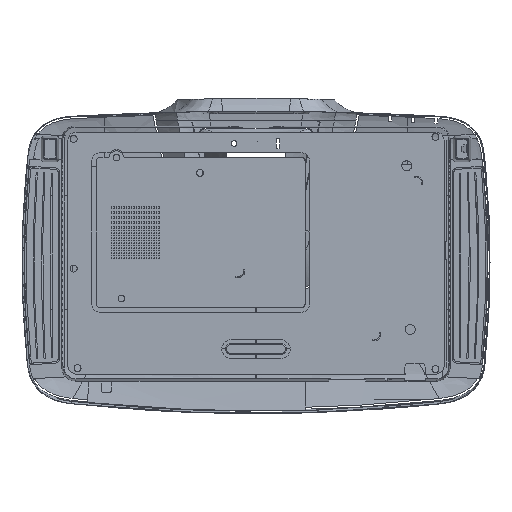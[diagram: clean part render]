
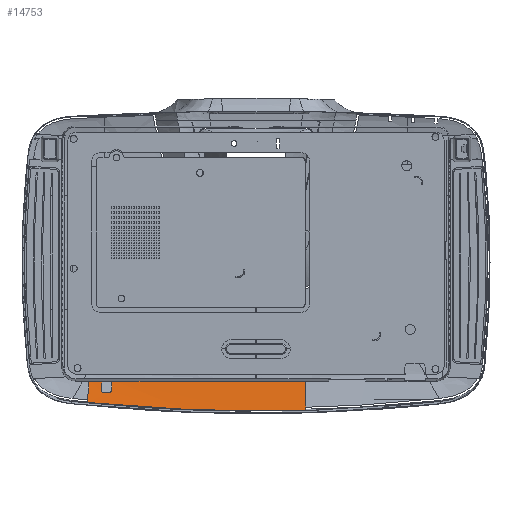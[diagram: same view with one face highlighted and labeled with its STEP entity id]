
A CAD part, front view. The second image highlights one B-rep face of the part: STEP entity #14753.
In plain terms, the highlighted free-form (B-spline) face has degree [3, 3] with [5, 4] control points.
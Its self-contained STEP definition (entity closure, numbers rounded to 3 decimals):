
#12071=CARTESIAN_POINT('',(-167.295,-12.427,-129.59));
#12916=CARTESIAN_POINT('',(50.,-17.53,
-159.949));
#12917=CARTESIAN_POINT('',(50.,-16.972,
-156.616));
#12918=CARTESIAN_POINT('',(50.,-15.852,
-149.923));
#12919=CARTESIAN_POINT('',(50.,-14.166,
-139.803));
#12920=CARTESIAN_POINT('',(50.,-13.03,
-133.003));
#12921=CARTESIAN_POINT('',(50.,-12.463,
-129.59));
#12923=CARTESIAN_POINT('',(50.,-12.459,-129.59));
#12924=CARTESIAN_POINT('',(28.252,-12.462,-129.59));
#12925=CARTESIAN_POINT('',(-15.166,-12.452,-129.59));
#12926=CARTESIAN_POINT('',(-80.052,-12.449,-129.59));
#12927=CARTESIAN_POINT('',(-123.151,-12.466,-129.59));
#12928=CARTESIAN_POINT('',(-144.66,-12.454,-129.59));
#12930=CARTESIAN_POINT('',(-144.66,-12.439,
-129.591));
#12931=CARTESIAN_POINT('',(-144.66,-12.672,
-130.73));
#12932=CARTESIAN_POINT('',(-144.66,-13.14,
-133.019));
#12933=CARTESIAN_POINT('',(-144.66,-13.847,
-136.488));
#12934=CARTESIAN_POINT('',(-144.66,-14.322,
-138.823));
#12935=CARTESIAN_POINT('',(-144.66,-14.56,
-139.996));
#12937=CARTESIAN_POINT('',(-144.66,-14.56,
-139.996));
#12938=CARTESIAN_POINT('',(-144.66,-14.619,
-140.282));
#12939=CARTESIAN_POINT('',(-144.776,-14.725,
-140.802));
#12940=CARTESIAN_POINT('',(-145.219,-14.861,
-141.455));
#12941=CARTESIAN_POINT('',(-145.873,-14.954,
-141.887));
#12942=CARTESIAN_POINT('',(-146.382,-14.981,
-141.996));
#12943=CARTESIAN_POINT('',(-146.66,-14.983,
-141.996));
#12945=CARTESIAN_POINT('',(-146.66,-14.983,
-141.996));
#12946=CARTESIAN_POINT('',(-147.483,-14.99,
-141.996));
#12947=CARTESIAN_POINT('',(-149.136,-15.005,
-142.002));
#12948=CARTESIAN_POINT('',(-151.635,-15.025,
-141.991));
#12949=CARTESIAN_POINT('',(-153.316,-15.041,
-141.997));
#12950=CARTESIAN_POINT('',(-154.16,-15.049,
-141.997));
#12952=CARTESIAN_POINT('',(-154.16,-15.049,
-141.997));
#12953=CARTESIAN_POINT('',(-154.254,-15.05,
-141.997));
#12954=CARTESIAN_POINT('',(-154.417,-15.041,
-141.951));
#12955=CARTESIAN_POINT('',(-154.61,-15.003,
-141.761));
#12956=CARTESIAN_POINT('',(-154.66,-14.969,
-141.594));
#12957=CARTESIAN_POINT('',(-154.66,-14.948,
-141.497));
#12959=CARTESIAN_POINT('',(-154.66,-14.948,
-141.497));
#12960=CARTESIAN_POINT('',(-154.66,-14.667,
-140.159));
#12961=CARTESIAN_POINT('',(-154.66,-14.104,
-137.493));
#12962=CARTESIAN_POINT('',(-154.66,-13.267,
-133.524));
#12963=CARTESIAN_POINT('',(-154.66,-12.707,
-130.898));
#12964=CARTESIAN_POINT('',(-154.66,-12.43,
-129.59));
#12966=CARTESIAN_POINT('',(-154.66,-12.427,-129.59));
#12967=CARTESIAN_POINT('',(-156.066,-12.426,-129.59));
#12968=CARTESIAN_POINT('',(-158.876,-12.428,-129.59));
#12969=CARTESIAN_POINT('',(-163.105,-12.426,-129.59));
#12970=CARTESIAN_POINT('',(-165.9,-12.428,-129.59));
#12971=CARTESIAN_POINT('',(-167.295,-12.427,-129.59));
#12973=CARTESIAN_POINT('',(-167.307,-12.427,
-129.6));
#12974=CARTESIAN_POINT('',(-167.987,-14.122,
-137.189));
#12975=CARTESIAN_POINT('',(-168.679,-15.817,
-144.787));
#12976=CARTESIAN_POINT('',(-169.359,-17.512,
-152.375));
#12978=CARTESIAN_POINT('',(-169.359,-17.512,
-152.375));
#12979=CARTESIAN_POINT('',(-145.003,-17.518,
-154.761));
#12980=CARTESIAN_POINT('',(-96.237,-17.528,
-158.515));
#12981=CARTESIAN_POINT('',(-23.047,-17.532,
-161.03));
#12982=CARTESIAN_POINT('',(25.676,-17.531,
-160.651));
#12983=CARTESIAN_POINT('',(50.,-17.53,
-159.949));
#13410=VERTEX_POINT('',#12923);
#13411=VERTEX_POINT('',#12928);
#13415=VERTEX_POINT('',#12071);
#13416=VERTEX_POINT('',#12966);
#13777=VERTEX_POINT('',#12916);
#13778=VERTEX_POINT('',#12935);
#13779=VERTEX_POINT('',#12943);
#13780=VERTEX_POINT('',#12950);
#13781=VERTEX_POINT('',#12957);
#13782=VERTEX_POINT('',#12976);
#14712=CARTESIAN_POINT('',(59.286,-12.325,
-128.753));
#14713=CARTESIAN_POINT('',(57.622,-14.095,
-139.314));
#14714=CARTESIAN_POINT('',(55.958,-15.864,
-149.874));
#14715=CARTESIAN_POINT('',(54.294,-17.634,
-160.435));
#14716=CARTESIAN_POINT('',(20.784,-12.325,
-128.681));
#14717=CARTESIAN_POINT('',(19.273,-14.095,
-139.668));
#14718=CARTESIAN_POINT('',(17.761,-15.864,
-150.655));
#14719=CARTESIAN_POINT('',(16.25,-17.634,
-161.642));
#14720=CARTESIAN_POINT('',(-56.221,-12.325,
-128.678));
#14721=CARTESIAN_POINT('',(-57.454,-14.095,
-139.626));
#14722=CARTESIAN_POINT('',(-58.687,-15.864,
-150.574));
#14723=CARTESIAN_POINT('',(-59.919,-17.634,
-161.522));
#14724=CARTESIAN_POINT('',(-133.226,-12.325,
-128.963));
#14725=CARTESIAN_POINT('',(-134.121,-14.095,
-138.086));
#14726=CARTESIAN_POINT('',(-135.016,-15.864,
-147.21));
#14727=CARTESIAN_POINT('',(-135.911,-17.634,
-156.334));
#14728=CARTESIAN_POINT('',(-171.727,-12.325,
-129.176));
#14729=CARTESIAN_POINT('',(-172.41,-14.095,
-136.944));
#14730=CARTESIAN_POINT('',(-173.094,-15.864,
-144.711));
#14731=CARTESIAN_POINT('',(-173.778,-17.634,
-152.479));
#14732=B_SPLINE_SURFACE_WITH_KNOTS('',3,3,((#14712,#14713,#14714,#14715),
(#14716,#14717,#14718,#14719),(#14720,#14721,#14722,#14723),(#14724,#14725,
#14726,#14727),(#14728,#14729,#14730,#14731)),.UNSPECIFIED.,.F.,.F.,.F.,(4,1,4),
(4,4),(0.,0.5,1.),
(0.004,0.996),.UNSPECIFIED.);
#14734=ORIENTED_EDGE('',*,*,#14733,.T.);
#14735=ORIENTED_EDGE('',*,*,#14273,.T.);
#14737=ORIENTED_EDGE('',*,*,#14736,.T.);
#14739=ORIENTED_EDGE('',*,*,#14738,.T.);
#14741=ORIENTED_EDGE('',*,*,#14740,.T.);
#14743=ORIENTED_EDGE('',*,*,#14742,.T.);
#14745=ORIENTED_EDGE('',*,*,#14744,.T.);
#14746=ORIENTED_EDGE('',*,*,#14293,.T.);
#14748=ORIENTED_EDGE('',*,*,#14747,.T.);
#14750=ORIENTED_EDGE('',*,*,#14749,.T.);
#14751=EDGE_LOOP('',(#14734,#14735,#14737,#14739,#14741,#14743,#14745,#14746,
#14748,#14750));
#14752=FACE_OUTER_BOUND('',#14751,.F.);
#12922=B_SPLINE_CURVE_WITH_KNOTS('',3,(#12916,#12917,#12918,#12919,#12920,
#12921),.UNSPECIFIED.,.F.,.F.,(4,1,1,4),(0.,0.333,
0.667,1.),.UNSPECIFIED.);
#12929=B_SPLINE_CURVE_WITH_KNOTS('',3,(#12923,#12924,#12925,#12926,#12927,
#12928),.UNSPECIFIED.,.F.,.F.,(4,1,1,4),(0.,0.333,
0.667,1.),.UNSPECIFIED.);
#12936=B_SPLINE_CURVE_WITH_KNOTS('',3,(#12930,#12931,#12932,#12933,#12934,
#12935),.UNSPECIFIED.,.F.,.F.,(4,1,1,4),(0.,0.333,
0.667,1.),.UNSPECIFIED.);
#12944=B_SPLINE_CURVE_WITH_KNOTS('',3,(#12937,#12938,#12939,#12940,#12941,
#12942,#12943),.UNSPECIFIED.,.F.,.F.,(4,1,1,1,4),(0.,0.25,0.5,0.75,
1.),.UNSPECIFIED.);
#12951=B_SPLINE_CURVE_WITH_KNOTS('',3,(#12945,#12946,#12947,#12948,#12949,
#12950),.UNSPECIFIED.,.F.,.F.,(4,1,1,4),(0.,0.333,
0.667,1.),.UNSPECIFIED.);
#12958=B_SPLINE_CURVE_WITH_KNOTS('',3,(#12952,#12953,#12954,#12955,#12956,
#12957),.UNSPECIFIED.,.F.,.F.,(4,1,1,4),(0.,0.333,
0.667,1.),.UNSPECIFIED.);
#12965=B_SPLINE_CURVE_WITH_KNOTS('',3,(#12959,#12960,#12961,#12962,#12963,
#12964),.UNSPECIFIED.,.F.,.F.,(4,1,1,4),(0.,0.333,
0.667,1.),.UNSPECIFIED.);
#12972=B_SPLINE_CURVE_WITH_KNOTS('',3,(#12966,#12967,#12968,#12969,#12970,
#12971),.UNSPECIFIED.,.F.,.F.,(4,1,1,4),(0.,0.333,
0.667,1.),.UNSPECIFIED.);
#12977=B_SPLINE_CURVE_WITH_KNOTS('',3,(#12973,#12974,#12975,#12976),
.UNSPECIFIED.,.F.,.F.,(4,4),(0.,1.),.UNSPECIFIED.);
#12984=B_SPLINE_CURVE_WITH_KNOTS('',3,(#12978,#12979,#12980,#12981,#12982,
#12983),.UNSPECIFIED.,.F.,.F.,(4,1,1,4),(0.,0.333,
0.667,1.),.UNSPECIFIED.);
#14273=EDGE_CURVE('',#13410,#13411,#12929,.T.);
#14293=EDGE_CURVE('',#13416,#13415,#12972,.T.);
#14733=EDGE_CURVE('',#13777,#13410,#12922,.T.);
#14736=EDGE_CURVE('',#13411,#13778,#12936,.T.);
#14738=EDGE_CURVE('',#13778,#13779,#12944,.T.);
#14740=EDGE_CURVE('',#13779,#13780,#12951,.T.);
#14742=EDGE_CURVE('',#13780,#13781,#12958,.T.);
#14744=EDGE_CURVE('',#13781,#13416,#12965,.T.);
#14747=EDGE_CURVE('',#13415,#13782,#12977,.T.);
#14749=EDGE_CURVE('',#13782,#13777,#12984,.T.);
#14753=ADVANCED_FACE('',(#14752),#14732,.F.);
